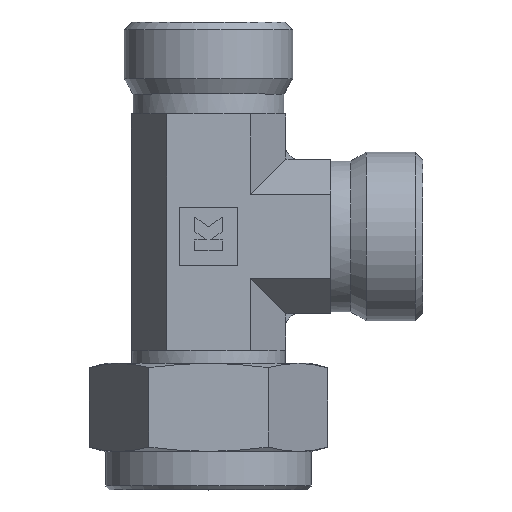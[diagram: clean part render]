
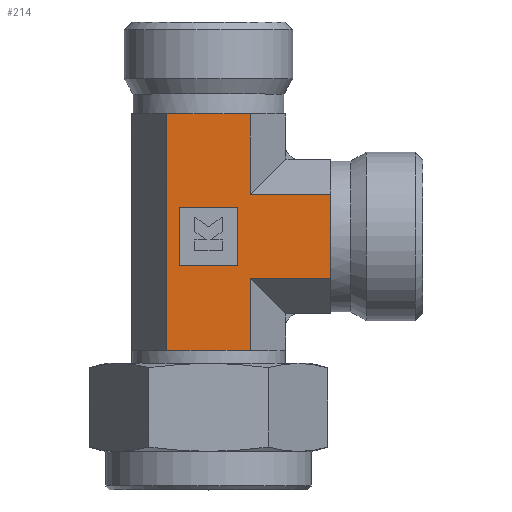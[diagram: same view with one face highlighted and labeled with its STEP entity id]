
A CAD part, top view. The second image highlights one B-rep face of the part: STEP entity #214.
In plain terms, the highlighted planar face has unit normal (0, 0, 1).
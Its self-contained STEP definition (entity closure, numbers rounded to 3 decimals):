
#214 = ADVANCED_FACE( '', ( #543, #544 ), #545, .T. );
#543 = FACE_BOUND( '', #925, .T. );
#544 = FACE_OUTER_BOUND( '', #926, .T. );
#545 = PLANE( '', #927 );
#925 = EDGE_LOOP( '', ( #2053, #2054, #2055, #2056 ) );
#926 = EDGE_LOOP( '', ( #2057, #2058, #2059, #2060, #2061, #2062, #2063, #2064, #2065, #2066, #2067, #2068, #2069, #2070 ) );
#927 = AXIS2_PLACEMENT_3D( '', #2071, #2072, #2073 );
#2053 = ORIENTED_EDGE( '', *, *, #2620, .T. );
#2054 = ORIENTED_EDGE( '', *, *, #2624, .T. );
#2055 = ORIENTED_EDGE( '', *, *, #2627, .T. );
#2056 = ORIENTED_EDGE( '', *, *, #2629, .T. );
#2057 = ORIENTED_EDGE( '', *, *, #2727, .T. );
#2058 = ORIENTED_EDGE( '', *, *, #2731, .T. );
#2059 = ORIENTED_EDGE( '', *, *, #2720, .F. );
#2060 = ORIENTED_EDGE( '', *, *, #2740, .T. );
#2061 = ORIENTED_EDGE( '', *, *, #2757, .F. );
#2062 = ORIENTED_EDGE( '', *, *, #2759, .T. );
#2063 = ORIENTED_EDGE( '', *, *, #2760, .T. );
#2064 = ORIENTED_EDGE( '', *, *, #2749, .F. );
#2065 = ORIENTED_EDGE( '', *, *, #2761, .T. );
#2066 = ORIENTED_EDGE( '', *, *, #2762, .F. );
#2067 = ORIENTED_EDGE( '', *, *, #2763, .T. );
#2068 = ORIENTED_EDGE( '', *, *, #2752, .F. );
#2069 = ORIENTED_EDGE( '', *, *, #2764, .T. );
#2070 = ORIENTED_EDGE( '', *, *, #2765, .T. );
#2071 = CARTESIAN_POINT( '', ( 0., -5.485, 9.5 ) );
#2072 = DIRECTION( '', ( 0., 0., 1. ) );
#2073 = DIRECTION( '', ( 0., -1., 0. ) );
#2620 = EDGE_CURVE( '', #3252, #3250, #3253, .T. );
#2624 = EDGE_CURVE( '', #3250, #3257, #3259, .T. );
#2627 = EDGE_CURVE( '', #3257, #3262, #3264, .T. );
#2629 = EDGE_CURVE( '', #3262, #3252, #3266, .T. );
#2720 = EDGE_CURVE( '', #3286, #3288, #3392, .T. );
#2727 = EDGE_CURVE( '', #3394, #3402, #3404, .T. );
#2731 = EDGE_CURVE( '', #3402, #3288, #3410, .T. );
#2740 = EDGE_CURVE( '', #3286, #3422, #3424, .T. );
#2749 = EDGE_CURVE( '', #3341, #3343, #3435, .T. );
#2752 = EDGE_CURVE( '', #3328, #3330, #3438, .T. );
#2757 = EDGE_CURVE( '', #3443, #3422, #3445, .T. );
#2759 = EDGE_CURVE( '', #3443, #3447, #3448, .T. );
#2760 = EDGE_CURVE( '', #3447, #3343, #3449, .T. );
#2761 = EDGE_CURVE( '', #3341, #3450, #3451, .T. );
#2762 = EDGE_CURVE( '', #3452, #3450, #3453, .T. );
#2763 = EDGE_CURVE( '', #3452, #3330, #3454, .T. );
#2764 = EDGE_CURVE( '', #3328, #3455, #3456, .T. );
#2765 = EDGE_CURVE( '', #3455, #3394, #3457, .T. );
#3250 = VERTEX_POINT( '', #4095 );
#3252 = VERTEX_POINT( '', #4098 );
#3253 = LINE( '', #4099, #4100 );
#3257 = VERTEX_POINT( '', #4106 );
#3259 = LINE( '', #4109, #4110 );
#3262 = VERTEX_POINT( '', #4114 );
#3264 = LINE( '', #4117, #4118 );
#3266 = LINE( '', #4121, #4122 );
#3286 = VERTEX_POINT( '', #4142 );
#3288 = VERTEX_POINT( '', #4144 );
#3328 = VERTEX_POINT( '', #4184 );
#3330 = VERTEX_POINT( '', #4186 );
#3341 = VERTEX_POINT( '', #4197 );
#3343 = VERTEX_POINT( '', #4199 );
#3392 = LINE( '', #4438, #4439 );
#3394 = VERTEX_POINT( '', #4442 );
#3402 = VERTEX_POINT( '', #4454 );
#3404 = LINE( '', #4457, #4458 );
#3410 = LINE( '', #4467, #4468 );
#3422 = VERTEX_POINT( '', #4487 );
#3424 = LINE( '', #4490, #4491 );
#3435 = LINE( '', #4510, #4511 );
#3438 = LINE( '', #4516, #4517 );
#3443 = VERTEX_POINT( '', #4525 );
#3445 = LINE( '', #4528, #4529 );
#3447 = VERTEX_POINT( '', #4532 );
#3448 = LINE( '', #4533, #4534 );
#3449 = LINE( '', #4535, #4536 );
#3450 = VERTEX_POINT( '', #4537 );
#3451 = LINE( '', #4538, #4539 );
#3452 = VERTEX_POINT( '', #4540 );
#3453 = LINE( '', #4541, #4542 );
#3454 = LINE( '', #4543, #4544 );
#3455 = VERTEX_POINT( '', #4545 );
#3456 = LINE( '', #4546, #4547 );
#3457 = LINE( '', #4548, #4549 );
#4095 = CARTESIAN_POINT( '', ( -3.8, 3.8, 9.5 ) );
#4098 = CARTESIAN_POINT( '', ( -3.8, -3.8, 9.5 ) );
#4099 = CARTESIAN_POINT( '', ( -3.8, -4.642, 9.5 ) );
#4100 = VECTOR( '', #5045, 1. );
#4106 = CARTESIAN_POINT( '', ( 3.8, 3.8, 9.5 ) );
#4109 = CARTESIAN_POINT( '', ( -1.9, 3.8, 9.5 ) );
#4110 = VECTOR( '', #5049, 1. );
#4114 = CARTESIAN_POINT( '', ( 3.8, -3.8, 9.5 ) );
#4117 = CARTESIAN_POINT( '', ( 3.8, -0.842, 9.5 ) );
#4118 = VECTOR( '', #5052, 1. );
#4121 = CARTESIAN_POINT( '', ( 1.9, -3.8, 9.5 ) );
#4122 = VECTOR( '', #5054, 1. );
#4142 = CARTESIAN_POINT( '', ( 16., 2.602, 9.5 ) );
#4144 = CARTESIAN_POINT( '', ( 16., -2.602, 9.5 ) );
#4184 = CARTESIAN_POINT( '', ( 3.122, -14.9, 9.5 ) );
#4186 = CARTESIAN_POINT( '', ( -3.122, -14.9, 9.5 ) );
#4197 = CARTESIAN_POINT( '', ( -2.602, 16., 9.5 ) );
#4199 = CARTESIAN_POINT( '', ( 2.602, 16., 9.5 ) );
#4438 = CARTESIAN_POINT( '', ( 16., 2.095, 9.5 ) );
#4439 = VECTOR( '', #5245, 1. );
#4442 = CARTESIAN_POINT( '', ( 5.485, -5.485, 9.5 ) );
#4454 = CARTESIAN_POINT( '', ( 16., -5.485, 9.5 ) );
#4457 = CARTESIAN_POINT( '', ( 0., -5.485, 9.5 ) );
#4458 = VECTOR( '', #5252, 1. );
#4467 = CARTESIAN_POINT( '', ( 16., 5.485, 9.5 ) );
#4468 = VECTOR( '', #5256, 1. );
#4487 = CARTESIAN_POINT( '', ( 16., 5.485, 9.5 ) );
#4490 = CARTESIAN_POINT( '', ( 16., 5.485, 9.5 ) );
#4491 = VECTOR( '', #5265, 1. );
#4510 = CARTESIAN_POINT( '', ( -2.095, 16., 9.5 ) );
#4511 = VECTOR( '', #5274, 1. );
#4516 = CARTESIAN_POINT( '', ( -2.133, -14.9, 9.5 ) );
#4517 = VECTOR( '', #5277, 1. );
#4525 = CARTESIAN_POINT( '', ( 5.485, 5.485, 9.5 ) );
#4528 = CARTESIAN_POINT( '', ( 0., 5.485, 9.5 ) );
#4529 = VECTOR( '', #5282, 1. );
#4532 = CARTESIAN_POINT( '', ( 5.485, 16., 9.5 ) );
#4533 = CARTESIAN_POINT( '', ( 5.485, -14.9, 9.5 ) );
#4534 = VECTOR( '', #5284, 1. );
#4535 = CARTESIAN_POINT( '', ( -5.485, 16., 9.5 ) );
#4536 = VECTOR( '', #5285, 1. );
#4537 = CARTESIAN_POINT( '', ( -5.485, 16., 9.5 ) );
#4538 = CARTESIAN_POINT( '', ( -5.485, 16., 9.5 ) );
#4539 = VECTOR( '', #5286, 1. );
#4540 = CARTESIAN_POINT( '', ( -5.485, -14.9, 9.5 ) );
#4541 = CARTESIAN_POINT( '', ( -5.485, -14.9, 9.5 ) );
#4542 = VECTOR( '', #5287, 1. );
#4543 = CARTESIAN_POINT( '', ( -5.485, -14.9, 9.5 ) );
#4544 = VECTOR( '', #5288, 1. );
#4545 = CARTESIAN_POINT( '', ( 5.485, -14.9, 9.5 ) );
#4546 = CARTESIAN_POINT( '', ( -5.485, -14.9, 9.5 ) );
#4547 = VECTOR( '', #5289, 1. );
#4548 = CARTESIAN_POINT( '', ( 5.485, -14.9, 9.5 ) );
#4549 = VECTOR( '', #5290, 1. );
#5045 = DIRECTION( '', ( 0., 1., 0. ) );
#5049 = DIRECTION( '', ( 1., 0., 0. ) );
#5052 = DIRECTION( '', ( 0., -1., 0. ) );
#5054 = DIRECTION( '', ( -1., 0., 0. ) );
#5245 = DIRECTION( '', ( 0., -1., 0. ) );
#5252 = DIRECTION( '', ( 1., 0., 0. ) );
#5256 = DIRECTION( '', ( 0., 1., 0. ) );
#5265 = DIRECTION( '', ( 0., 1., 0. ) );
#5274 = DIRECTION( '', ( 1., 0., 0. ) );
#5277 = DIRECTION( '', ( -1., 0., 0. ) );
#5282 = DIRECTION( '', ( 1., 0., 0. ) );
#5284 = DIRECTION( '', ( 0., 1., 0. ) );
#5285 = DIRECTION( '', ( -1., 0., 0. ) );
#5286 = DIRECTION( '', ( -1., 0., 0. ) );
#5287 = DIRECTION( '', ( 0., 1., 0. ) );
#5288 = DIRECTION( '', ( 1., 0., 0. ) );
#5289 = DIRECTION( '', ( 1., 0., 0. ) );
#5290 = DIRECTION( '', ( 0., 1., 0. ) );
